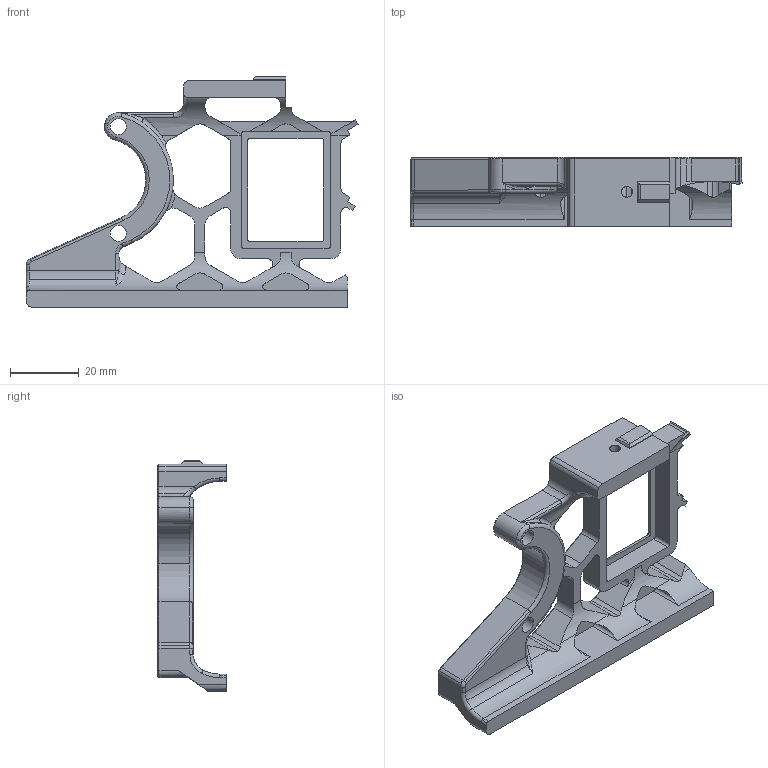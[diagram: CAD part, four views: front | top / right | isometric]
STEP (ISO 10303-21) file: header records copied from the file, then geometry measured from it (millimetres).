
FILE_DESCRIPTION (( 'STEP AP214' ), '1' );
FILE_NAME ('DPST_Front_Rear_Cut.STEP', '2023-01-16T02:22:33', ( '' ), ( '' ), 'SwSTEP 2.0', 'SolidWorks 2023', '' );
FILE_SCHEMA (( 'AUTOMOTIVE_DESIGN' ));
Length unit declared in the file: millimetre
Products named in the file (1): DPST_Front_Rear_Cut
Bounding box: 96.46 x 20 x 67 mm (x, y, z)
Volume: 24429.9 mm3; surface area: 14149.4 mm2
Topology: 1 solids, 1 shells, 337 faces, 890 edges, 551 vertices
Faces by surface type: plane 133, cylinder 121, cone 66, torus 10, bspline 7
Entity records: 11038 total; most frequent: CARTESIAN_POINT 2760, ORIENTED_EDGE 1776, DIRECTION 1708, EDGE_CURVE 888, AXIS2_PLACEMENT_3D 600, VERTEX_POINT 551, LINE 508, VECTOR 508
